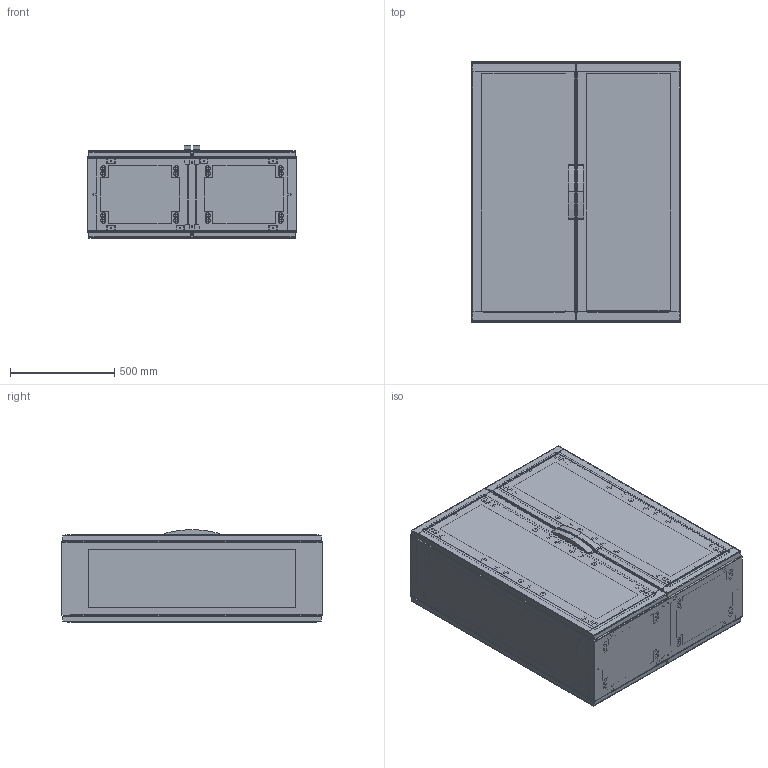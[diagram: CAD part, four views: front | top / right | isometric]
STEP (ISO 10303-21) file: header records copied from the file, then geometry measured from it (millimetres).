
FILE_DESCRIPTION(('STEP AP242'),'1');
FILE_NAME('nsypla12104g.stp','2021-01-27T11:53:16',('TraceParts'),('TraceParts S.A.'),'Spatial InterOp 3D',' ',' ');
FILE_SCHEMA(('AP242_MANAGED_MODEL_BASED_3D_ENGINEERING_MIM_LF {1 0 10303 442 1 1 4}'));
Length unit declared in the file: millimetre
Products named in the file (1): nsypla12104g_1
Bounding box: 1000 x 1250 x 443.68 mm (x, y, z)
Volume: 23078388.7 mm3; surface area: 11637250.5 mm2
Topology: 5 solids, 5 shells, 5236 faces, 13248 edges, 8530 vertices
Faces by surface type: plane 3284, cylinder 1260, cone 624, sphere 36, torus 32
Entity records: 157364 total; most frequent: CARTESIAN_POINT 28739, DIRECTION 27017, ORIENTED_EDGE 26496, EDGE_CURVE 13248, LINE 9157, VECTOR 9157, AXIS2_PLACEMENT_3D 8930, VERTEX_POINT 8530
